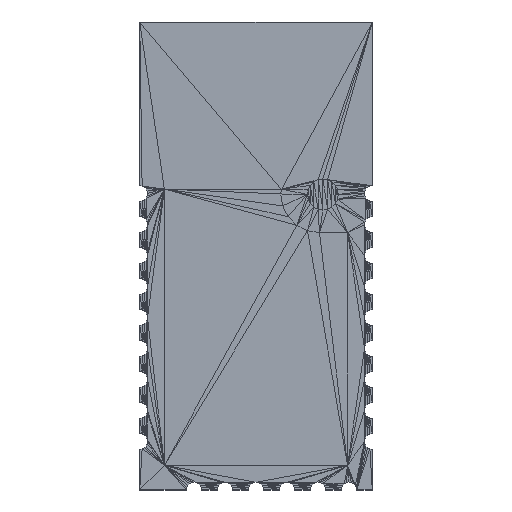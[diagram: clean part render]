
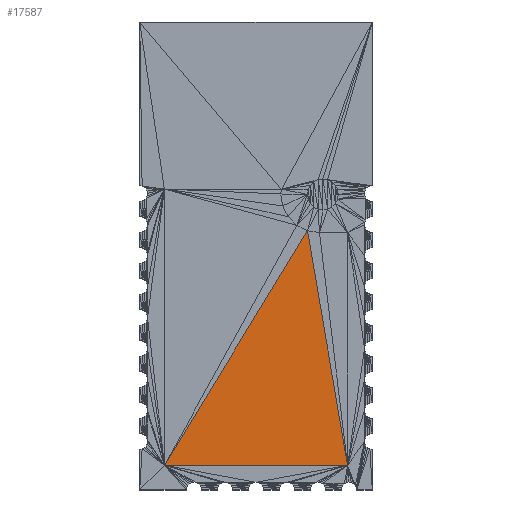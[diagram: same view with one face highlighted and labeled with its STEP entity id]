
A CAD part, top view. The second image highlights one B-rep face of the part: STEP entity #17587.
In plain terms, the highlighted planar face has unit normal (0, 0, 1).
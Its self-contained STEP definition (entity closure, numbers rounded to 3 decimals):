
#15912 = VERTEX_POINT('',#15913);
#15913 = CARTESIAN_POINT('',(-4.725,-6.725,
    2.5));
#15954 = PLANE('',#15955);
#15955 = AXIS2_PLACEMENT_3D('',#15956,#15957,#15958);
#15956 = CARTESIAN_POINT('',(-6.,-6.725,0.));
#15957 = DIRECTION('',(0.,1.,0.));
#15958 = DIRECTION('',(0.,0.,1.));
#17457 = PLANE('',#17458);
#17458 = AXIS2_PLACEMENT_3D('',#17459,#17460,#17461);
#17459 = CARTESIAN_POINT('',(-6.,-8.,2.5));
#17460 = DIRECTION('',(0.,0.,-1.));
#17461 = DIRECTION('',(-1.,0.,0.));
#17476 = EDGE_CURVE('',#15912,#17477,#17479,.T.);
#17477 = VERTEX_POINT('',#17478);
#17478 = CARTESIAN_POINT('',(2.657,5.373,
    2.5));
#17479 = SURFACE_CURVE('',#17480,(#17484,#17491),.PCURVE_S1.);
#17480 = LINE('',#17481,#17482);
#17481 = CARTESIAN_POINT('',(-4.725,-6.725,
    2.5));
#17482 = VECTOR('',#17483,1.);
#17483 = DIRECTION('',(0.521,0.854,0.));
#17484 = PCURVE('',#17457,#17485);
#17485 = DEFINITIONAL_REPRESENTATION('',(#17486),#17490);
#17486 = LINE('',#17487,#17488);
#17487 = CARTESIAN_POINT('',(-1.275,1.275));
#17488 = VECTOR('',#17489,1.);
#17489 = DIRECTION('',(-0.521,0.854));
#17490 = ( GEOMETRIC_REPRESENTATION_CONTEXT(2) 
PARAMETRIC_REPRESENTATION_CONTEXT() REPRESENTATION_CONTEXT('2D SPACE',''
  ) );
#17491 = PCURVE('',#17492,#17497);
#17492 = PLANE('',#17493);
#17493 = AXIS2_PLACEMENT_3D('',#17494,#17495,#17496);
#17494 = CARTESIAN_POINT('',(-6.,-8.,2.5));
#17495 = DIRECTION('',(0.,0.,-1.));
#17496 = DIRECTION('',(-1.,0.,0.));
#17497 = DEFINITIONAL_REPRESENTATION('',(#17498),#17502);
#17498 = LINE('',#17499,#17500);
#17499 = CARTESIAN_POINT('',(-1.275,1.275));
#17500 = VECTOR('',#17501,1.);
#17501 = DIRECTION('',(-0.521,0.854));
#17502 = ( GEOMETRIC_REPRESENTATION_CONTEXT(2) 
PARAMETRIC_REPRESENTATION_CONTEXT() REPRESENTATION_CONTEXT('2D SPACE',''
  ) );
#17587 = ADVANCED_FACE('',(#17588),#17492,.F.);
#17588 = FACE_BOUND('',#17589,.T.);
#17589 = EDGE_LOOP('',(#17590,#17618,#17619));
#17590 = ORIENTED_EDGE('',*,*,#17591,.T.);
#17591 = EDGE_CURVE('',#17592,#17477,#17594,.T.);
#17592 = VERTEX_POINT('',#17593);
#17593 = CARTESIAN_POINT('',(4.725,-6.725,
    2.5));
#17594 = SURFACE_CURVE('',#17595,(#17599,#17606),.PCURVE_S1.);
#17595 = LINE('',#17596,#17597);
#17596 = CARTESIAN_POINT('',(4.725,-6.725,
    2.5));
#17597 = VECTOR('',#17598,1.);
#17598 = DIRECTION('',(-0.168,0.986,0.));
#17599 = PCURVE('',#17492,#17600);
#17600 = DEFINITIONAL_REPRESENTATION('',(#17601),#17605);
#17601 = LINE('',#17602,#17603);
#17602 = CARTESIAN_POINT('',(-10.725,1.275));
#17603 = VECTOR('',#17604,1.);
#17604 = DIRECTION('',(0.168,0.986));
#17605 = ( GEOMETRIC_REPRESENTATION_CONTEXT(2) 
PARAMETRIC_REPRESENTATION_CONTEXT() REPRESENTATION_CONTEXT('2D SPACE',''
  ) );
#17606 = PCURVE('',#17607,#17612);
#17607 = PLANE('',#17608);
#17608 = AXIS2_PLACEMENT_3D('',#17609,#17610,#17611);
#17609 = CARTESIAN_POINT('',(-6.,-8.,2.5));
#17610 = DIRECTION('',(0.,0.,-1.));
#17611 = DIRECTION('',(-1.,0.,0.));
#17612 = DEFINITIONAL_REPRESENTATION('',(#17613),#17617);
#17613 = LINE('',#17614,#17615);
#17614 = CARTESIAN_POINT('',(-10.725,1.275));
#17615 = VECTOR('',#17616,1.);
#17616 = DIRECTION('',(0.168,0.986));
#17617 = ( GEOMETRIC_REPRESENTATION_CONTEXT(2) 
PARAMETRIC_REPRESENTATION_CONTEXT() REPRESENTATION_CONTEXT('2D SPACE',''
  ) );
#17618 = ORIENTED_EDGE('',*,*,#17476,.F.);
#17619 = ORIENTED_EDGE('',*,*,#17620,.T.);
#17620 = EDGE_CURVE('',#15912,#17592,#17621,.T.);
#17621 = SURFACE_CURVE('',#17622,(#17626,#17633),.PCURVE_S1.);
#17622 = LINE('',#17623,#17624);
#17623 = CARTESIAN_POINT('',(-4.725,-6.725,
    2.5));
#17624 = VECTOR('',#17625,1.);
#17625 = DIRECTION('',(1.,0.,0.));
#17626 = PCURVE('',#17492,#17627);
#17627 = DEFINITIONAL_REPRESENTATION('',(#17628),#17632);
#17628 = LINE('',#17629,#17630);
#17629 = CARTESIAN_POINT('',(-1.275,1.275));
#17630 = VECTOR('',#17631,1.);
#17631 = DIRECTION('',(-1.,0.));
#17632 = ( GEOMETRIC_REPRESENTATION_CONTEXT(2) 
PARAMETRIC_REPRESENTATION_CONTEXT() REPRESENTATION_CONTEXT('2D SPACE',''
  ) );
#17633 = PCURVE('',#15954,#17634);
#17634 = DEFINITIONAL_REPRESENTATION('',(#17635),#17639);
#17635 = LINE('',#17636,#17637);
#17636 = CARTESIAN_POINT('',(2.5,1.275));
#17637 = VECTOR('',#17638,1.);
#17638 = DIRECTION('',(0.,1.));
#17639 = ( GEOMETRIC_REPRESENTATION_CONTEXT(2) 
PARAMETRIC_REPRESENTATION_CONTEXT() REPRESENTATION_CONTEXT('2D SPACE',''
  ) );
